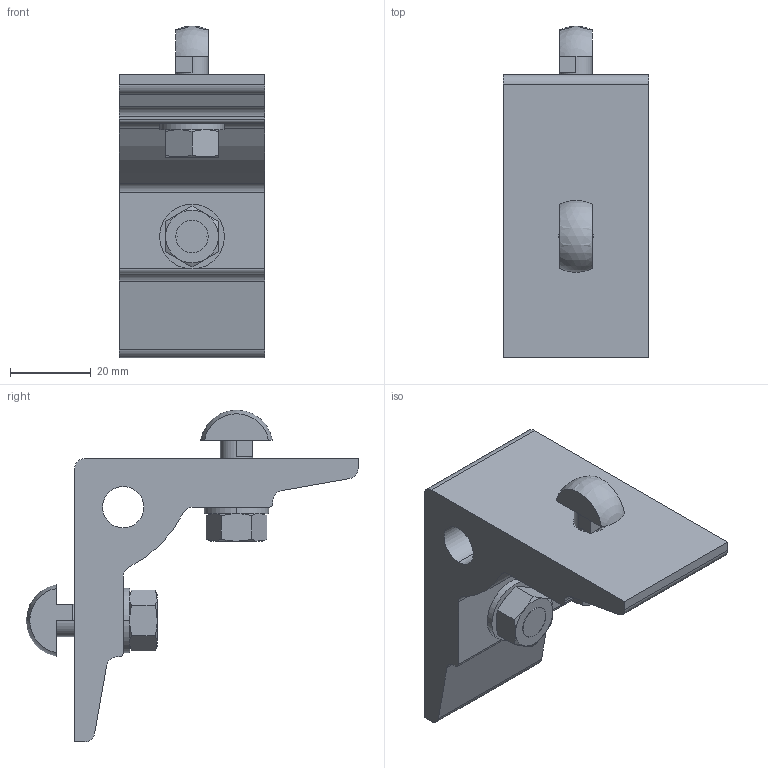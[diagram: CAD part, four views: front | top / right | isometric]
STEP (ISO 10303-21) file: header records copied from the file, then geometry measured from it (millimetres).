
FILE_DESCRIPTION((''),'2;1');
FILE_NAME('SZ0940N.stp','2009-07-27T13:53:46',(''),(''),'Mechanical Desktop 2007','Mechanical Desktop 2007',', , ');
FILE_SCHEMA(('CONFIG_CONTROL_DESIGN'));
Length unit declared in the file: millimetre
Products named in the file (2): SZ0940NA; SZ0940N
Assembly tree (1 placements, depth 2):
  SZ0940NA
    SZ0940N
Bounding box: 36 x 82 x 82 mm (x, y, z)
Volume: 53987.4 mm3; surface area: 18265.2 mm2
Topology: 7 solids, 7 shells, 101 faces, 249 edges, 164 vertices
Faces by surface type: plane 52, cylinder 31, cone 16, sphere 2
Entity records: 3095 total; most frequent: CARTESIAN_POINT 580, DIRECTION 518, ORIENTED_EDGE 498, EDGE_CURVE 249, AXIS2_PLACEMENT_3D 198, VERTEX_POINT 164, VECTOR 122, LINE 122
